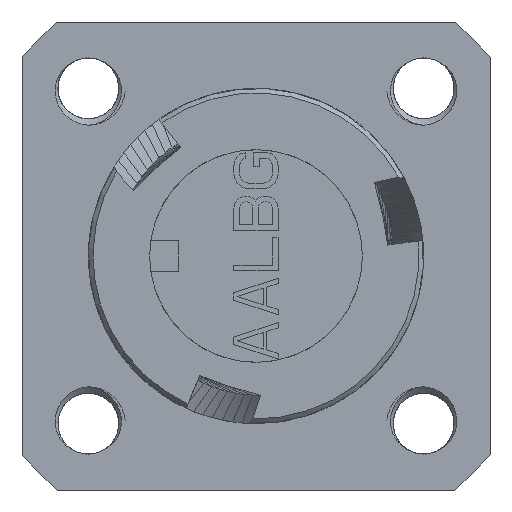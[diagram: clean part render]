
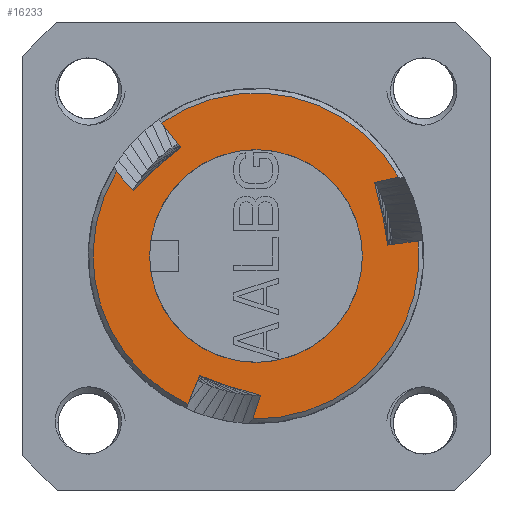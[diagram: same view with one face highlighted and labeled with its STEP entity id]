
A CAD part, left-side view. The second image highlights one B-rep face of the part: STEP entity #16233.
In plain terms, the highlighted planar face has unit normal (-1, 0, 0).
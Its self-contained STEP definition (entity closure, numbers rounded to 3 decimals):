
#3167=DIRECTION('',(0.,0.926,0.378));
#3168=VECTOR('',#3167,0.38);
#3169=CARTESIAN_POINT('',(-22.,2.704,
-6.619));
#3170=LINE('2161',#3169,#3168);
#3171=DIRECTION('',(0.,0.378,-0.926));
#3172=VECTOR('',#3171,1.687);
#3173=CARTESIAN_POINT('',(-22.,3.056,-6.475));
#3174=LINE('2162',#3173,#3172);
#3175=DIRECTION('',(0.,0.678,0.735));
#3176=VECTOR('',#3175,1.341);
#3177=CARTESIAN_POINT('',(-22.,6.668,3.577));
#3178=LINE('2269',#3177,#3176);
#3179=CARTESIAN_POINT('',(-22.,5.25,4.933));
#3180=CARTESIAN_POINT('',(-22.,5.406,4.797));
#3181=CARTESIAN_POINT('',(-22.,5.718,4.515));
#3182=CARTESIAN_POINT('',(-22.,6.191,4.063));
#3183=CARTESIAN_POINT('',(-22.,6.509,3.742));
#3184=CARTESIAN_POINT('',(-22.,6.668,3.577));
#3186=CARTESIAN_POINT('',(-22.,4.38,5.652));
#3187=CARTESIAN_POINT('',(-22.,4.475,5.577));
#3188=CARTESIAN_POINT('',(-22.,4.668,5.425));
#3189=CARTESIAN_POINT('',(-22.,4.958,5.186));
#3190=CARTESIAN_POINT('',(-22.,5.152,5.019));
#3191=CARTESIAN_POINT('',(-22.,5.25,4.933));
#3193=DIRECTION('',(0.,-0.79,0.613));
#3194=VECTOR('',#3193,0.38);
#3195=CARTESIAN_POINT('',(-22.,4.38,5.652));
#3196=LINE('2144',#3195,#3194);
#3197=DIRECTION('',(0.,0.613,0.79));
#3198=VECTOR('',#3197,1.687);
#3199=CARTESIAN_POINT('',(-22.,4.079,5.884));
#3200=LINE('2145',#3199,#3198);
#3201=DIRECTION('',(0.,-0.976,0.219));
#3202=VECTOR('',#3201,1.341);
#3203=CARTESIAN_POINT('',(-22.,-6.432,3.987));
#3204=LINE('2272',#3203,#3202);
#3205=CARTESIAN_POINT('',(-22.,-6.898,2.08));
#3206=CARTESIAN_POINT('',(-22.,-6.857,2.283));
#3207=CARTESIAN_POINT('',(-22.,-6.77,2.695));
#3208=CARTESIAN_POINT('',(-22.,-6.615,3.33));
#3209=CARTESIAN_POINT('',(-22.,-6.496,3.766));
#3210=CARTESIAN_POINT('',(-22.,-6.432,3.987));
#3212=CARTESIAN_POINT('',(-22.,-7.084,
0.967));
#3213=CARTESIAN_POINT('',(-22.,-7.068,
1.087));
#3214=CARTESIAN_POINT('',(-22.,-7.032,
1.33));
#3215=CARTESIAN_POINT('',(-22.,-6.97,
1.7));
#3216=CARTESIAN_POINT('',(-22.,-6.923,1.953));
#3217=CARTESIAN_POINT('',(-22.,-6.898,2.08));
#3219=DIRECTION('',(0.,-0.135,-0.991));
#3220=VECTOR('',#3219,0.38);
#3221=CARTESIAN_POINT('',(-22.,-7.084,
0.967));
#3222=LINE('2152',#3221,#3220);
#3223=DIRECTION('',(0.,-0.991,0.135));
#3224=VECTOR('',#3223,1.687);
#3225=CARTESIAN_POINT('',(-22.,-7.136,0.591));
#3226=LINE('2153',#3225,#3224);
#3227=DIRECTION('',(0.,0.298,-0.955));
#3228=VECTOR('',#3227,1.341);
#3229=CARTESIAN_POINT('',(-22.,-0.236,-7.564));
#3230=LINE('2266',#3229,#3228);
#3231=CARTESIAN_POINT('',(-22.,1.647,-7.013));
#3232=CARTESIAN_POINT('',(-22.,1.452,-7.08));
#3233=CARTESIAN_POINT('',(-22.,1.051,-7.21));
#3234=CARTESIAN_POINT('',(-22.,0.423,-7.394));
#3235=CARTESIAN_POINT('',(-22.,-0.013,-7.508));
#3236=CARTESIAN_POINT('',(-22.,-0.236,-7.564));
#3238=CARTESIAN_POINT('',(-22.,2.704,
-6.619));
#3239=CARTESIAN_POINT('',(-22.,2.592,
-6.665));
#3240=CARTESIAN_POINT('',(-22.,2.365,
-6.755));
#3241=CARTESIAN_POINT('',(-22.,2.012,
-6.887));
#3242=CARTESIAN_POINT('',(-22.,1.77,-6.972));
#3243=CARTESIAN_POINT('',(-22.,1.647,-7.013));
#3245=CARTESIAN_POINT('',(-22.,0.,0.));
#3246=DIRECTION('',(-1.,0.,0.));
#3247=DIRECTION('',(0.,1.,0.));
#3248=AXIS2_PLACEMENT_3D('',#3245,#3246,#3247);
#3250=CARTESIAN_POINT('',(-22.,0.,0.));
#3251=DIRECTION('',(-1.,0.,0.));
#3252=DIRECTION('',(0.,-1.,0.));
#3253=AXIS2_PLACEMENT_3D('',#3250,#3251,#3252);
#4472=CARTESIAN_POINT('',(-22.,0.,0.));
#4473=DIRECTION('',(-1.,0.,0.));
#4474=DIRECTION('',(0.,0.857,0.516));
#4475=AXIS2_PLACEMENT_3D('',#4472,#4473,#4474);
#4504=CARTESIAN_POINT('',(-22.,0.,0.));
#4505=DIRECTION('',(-1.,0.,0.));
#4506=DIRECTION('',(0.,-0.875,0.484));
#4507=AXIS2_PLACEMENT_3D('',#4504,#4505,#4506);
#5193=CARTESIAN_POINT('',(-22.,0.,0.));
#5194=DIRECTION('',(-1.,0.,0.));
#5195=DIRECTION('',(0.,0.018,-1.));
#5196=AXIS2_PLACEMENT_3D('',#5193,#5194,#5195);
#11916=CARTESIAN_POINT('',(-22.,5.775,0.));
#11917=CARTESIAN_POINT('',(-22.,-5.775,0.));
#11918=VERTEX_POINT('',#11916);
#11919=VERTEX_POINT('',#11917);
#11953=VERTEX_POINT('',#3231);
#11954=VERTEX_POINT('',#3236);
#12042=VERTEX_POINT('',#3179);
#12043=VERTEX_POINT('',#3184);
#12165=VERTEX_POINT('',#3205);
#12166=VERTEX_POINT('',#3210);
#12220=CARTESIAN_POINT('',(-22.,4.38,5.652));
#12221=CARTESIAN_POINT('',(-22.,4.079,5.884));
#12222=VERTEX_POINT('',#12220);
#12223=VERTEX_POINT('',#12221);
#12224=CARTESIAN_POINT('',(-22.,5.113,7.218));
#12225=VERTEX_POINT('',#12224);
#12230=CARTESIAN_POINT('',(-22.,-7.74,4.281));
#12231=VERTEX_POINT('',#12230);
#12232=CARTESIAN_POINT('',(-22.,-7.084,
0.967));
#12233=CARTESIAN_POINT('',(-22.,-7.136,0.591));
#12234=VERTEX_POINT('',#12232);
#12235=VERTEX_POINT('',#12233);
#12236=CARTESIAN_POINT('',(-22.,-8.807,0.819));
#12237=VERTEX_POINT('',#12236);
#12242=CARTESIAN_POINT('',(-22.,0.163,-8.844));
#12243=VERTEX_POINT('',#12242);
#12248=CARTESIAN_POINT('',(-22.,2.704,
-6.619));
#12249=CARTESIAN_POINT('',(-22.,3.056,-6.475));
#12250=VERTEX_POINT('',#12248);
#12251=VERTEX_POINT('',#12249);
#12252=CARTESIAN_POINT('',(-22.,3.694,-8.037));
#12253=VERTEX_POINT('',#12252);
#12258=CARTESIAN_POINT('',(-22.,7.577,4.563));
#12259=VERTEX_POINT('',#12258);
#16185=CARTESIAN_POINT('',(-22.,0.,0.));
#16186=DIRECTION('',(1.,0.,0.));
#16187=DIRECTION('',(0.,-1.,0.));
#16188=AXIS2_PLACEMENT_3D('',#16185,#16186,#16187);
#16189=PLANE('454',#16188);
#16191=ORIENTED_EDGE('2161',*,*,#16190,.T.);
#16193=ORIENTED_EDGE('2162',*,*,#16192,.T.);
#16195=ORIENTED_EDGE('2167',*,*,#16194,.F.);
#16197=ORIENTED_EDGE('2269',*,*,#16196,.F.);
#16199=ORIENTED_EDGE('1930',*,*,#16198,.F.);
#16201=ORIENTED_EDGE('2238',*,*,#16200,.F.);
#16203=ORIENTED_EDGE('2144',*,*,#16202,.T.);
#16205=ORIENTED_EDGE('2145',*,*,#16204,.T.);
#16207=ORIENTED_EDGE('2149',*,*,#16206,.F.);
#16209=ORIENTED_EDGE('2272',*,*,#16208,.F.);
#16211=ORIENTED_EDGE('2071',*,*,#16210,.F.);
#16213=ORIENTED_EDGE('2243',*,*,#16212,.F.);
#16214=ORIENTED_EDGE('2152',*,*,#16168,.T.);
#16216=ORIENTED_EDGE('2153',*,*,#16215,.T.);
#16218=ORIENTED_EDGE('2158',*,*,#16217,.F.);
#16220=ORIENTED_EDGE('2266',*,*,#16219,.F.);
#16222=ORIENTED_EDGE('1860',*,*,#16221,.F.);
#16224=ORIENTED_EDGE('2235',*,*,#16223,.F.);
#16225=EDGE_LOOP('454',(#16191,#16193,#16195,#16197,#16199,#16201,#16203,#16205,
#16207,#16209,#16211,#16213,#16214,#16216,#16218,#16220,#16222,#16224));
#16226=FACE_OUTER_BOUND('454',#16225,.F.);
#16228=ORIENTED_EDGE('1829',*,*,#16227,.T.);
#16230=ORIENTED_EDGE('1830',*,*,#16229,.T.);
#16231=EDGE_LOOP('454',(#16228,#16230));
#16232=FACE_BOUND('454',#16231,.F.);
#3185=B_SPLINE_CURVE_WITH_KNOTS('1930',3,(#3179,#3180,#3181,#3182,#3183,#3184),
.UNSPECIFIED.,.F.,.F.,(4,1,1,4),(0.,0.333,0.667,1.),
.UNSPECIFIED.);
#3192=B_SPLINE_CURVE_WITH_KNOTS('2238',3,(#3186,#3187,#3188,#3189,#3190,#3191),
.UNSPECIFIED.,.F.,.F.,(4,1,1,4),(0.,0.333,0.667,1.),
.UNSPECIFIED.);
#3211=B_SPLINE_CURVE_WITH_KNOTS('2071',3,(#3205,#3206,#3207,#3208,#3209,#3210),
.UNSPECIFIED.,.F.,.F.,(4,1,1,4),(0.,0.333,0.667,1.),
.UNSPECIFIED.);
#3218=B_SPLINE_CURVE_WITH_KNOTS('2243',3,(#3212,#3213,#3214,#3215,#3216,#3217),
.UNSPECIFIED.,.F.,.F.,(4,1,1,4),(0.,0.333,0.667,1.),
.UNSPECIFIED.);
#3237=B_SPLINE_CURVE_WITH_KNOTS('1860',3,(#3231,#3232,#3233,#3234,#3235,#3236),
.UNSPECIFIED.,.F.,.F.,(4,1,1,4),(0.,0.333,0.667,1.),
.UNSPECIFIED.);
#3244=B_SPLINE_CURVE_WITH_KNOTS('2235',3,(#3238,#3239,#3240,#3241,#3242,#3243),
.UNSPECIFIED.,.F.,.F.,(4,1,1,4),(0.,0.333,0.667,1.),
.UNSPECIFIED.);
#3249=CIRCLE('1829',#3248,5.775);
#3254=CIRCLE('1830',#3253,5.775);
#4476=CIRCLE('2167',#4475,8.845);
#4508=CIRCLE('2149',#4507,8.845);
#5197=CIRCLE('2158',#5196,8.845);
#16168=EDGE_CURVE('2152',#12234,#12235,#3222,.T.);
#16190=EDGE_CURVE('2161',#12250,#12251,#3170,.T.);
#16192=EDGE_CURVE('2162',#12251,#12253,#3174,.T.);
#16194=EDGE_CURVE('2167',#12259,#12253,#4476,.T.);
#16196=EDGE_CURVE('2269',#12043,#12259,#3178,.T.);
#16198=EDGE_CURVE('1930',#12042,#12043,#3185,.T.);
#16200=EDGE_CURVE('2238',#12222,#12042,#3192,.T.);
#16202=EDGE_CURVE('2144',#12222,#12223,#3196,.T.);
#16204=EDGE_CURVE('2145',#12223,#12225,#3200,.T.);
#16206=EDGE_CURVE('2149',#12231,#12225,#4508,.T.);
#16208=EDGE_CURVE('2272',#12166,#12231,#3204,.T.);
#16210=EDGE_CURVE('2071',#12165,#12166,#3211,.T.);
#16212=EDGE_CURVE('2243',#12234,#12165,#3218,.T.);
#16215=EDGE_CURVE('2153',#12235,#12237,#3226,.T.);
#16217=EDGE_CURVE('2158',#12243,#12237,#5197,.T.);
#16219=EDGE_CURVE('2266',#11954,#12243,#3230,.T.);
#16221=EDGE_CURVE('1860',#11953,#11954,#3237,.T.);
#16223=EDGE_CURVE('2235',#12250,#11953,#3244,.T.);
#16227=EDGE_CURVE('1829',#11918,#11919,#3249,.T.);
#16229=EDGE_CURVE('1830',#11919,#11918,#3254,.T.);
#16233=ADVANCED_FACE('454',(#16226,#16232),#16189,.F.);
